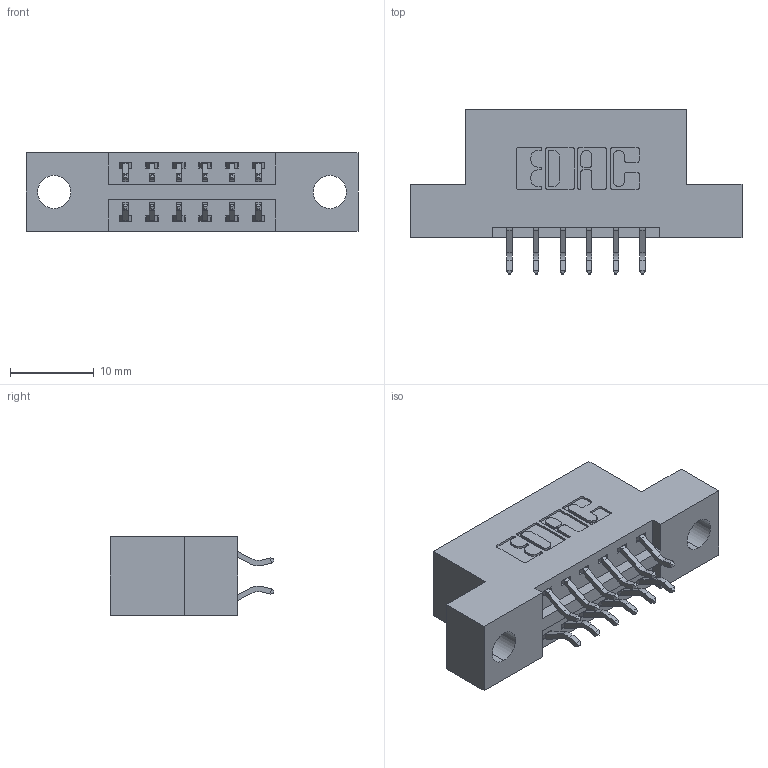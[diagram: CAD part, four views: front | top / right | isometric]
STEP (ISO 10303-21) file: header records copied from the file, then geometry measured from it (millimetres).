
FILE_DESCRIPTION (( 'STEP AP203' ), '1' );
FILE_NAME ('396-012-556-204.STEP', '2019-10-29T19:40:25', ( '' ), ( '' ), 'SwSTEP 2.0', 'SolidWorks 2016', '' );
FILE_SCHEMA (( 'CONFIG_CONTROL_DESIGN' ));
Length unit declared in the file: inch
Products named in the file (3): 346 Part_Flush Mounting Lugs - 0.156 Dia-TH; 345-292-001_556 Tail; 396-012-556-204
Assembly tree (13 placements, depth 2):
  396-012-556-204
    346 Part_Flush Mounting Lugs - 0.156 Dia-TH
    345-292-001_556 Tail  x12
Bounding box: 39.62 x 19.57 x 9.4 mm (x, y, z)
Volume: 3495.9 mm3; surface area: 4041.7 mm2
Topology: 13 solids, 13 shells, 818 faces, 2405 edges, 1586 vertices
Faces by surface type: plane 544, cylinder 274
Entity records: 8985 total; most frequent: CARTESIAN_POINT 1544, ORIENTED_EDGE 1466, DIRECTION 1401, EDGE_CURVE 733, LINE 569, VECTOR 569, VERTEX_POINT 486, AXIS2_PLACEMENT_3D 416
